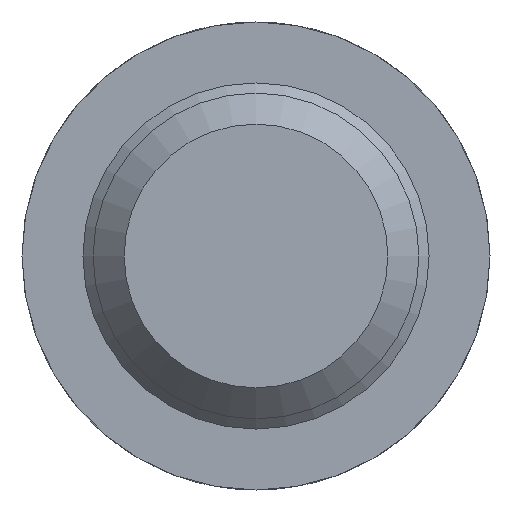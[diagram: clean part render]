
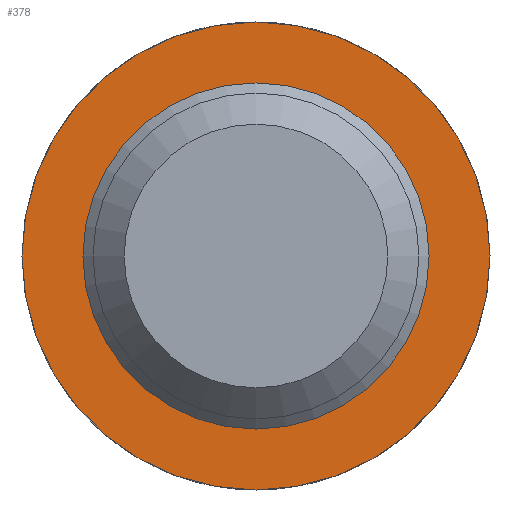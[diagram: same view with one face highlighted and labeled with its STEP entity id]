
A CAD part, left-side view. The second image highlights one B-rep face of the part: STEP entity #378.
In plain terms, the highlighted planar face has unit normal (-1, 0, 0).
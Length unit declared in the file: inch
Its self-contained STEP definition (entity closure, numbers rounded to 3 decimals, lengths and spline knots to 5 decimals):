
#66=PLANE('',#452);
#82=FACE_BOUND('',#154,.T.);
#110=FACE_OUTER_BOUND('',#153,.T.);
#153=EDGE_LOOP('',(#342));
#154=EDGE_LOOP('',(#343));
#174=CIRCLE('',#430,0.4525);
#179=CIRCLE('',#440,0.33465);
#207=VERTEX_POINT('',#657);
#212=VERTEX_POINT('',#672);
#250=EDGE_CURVE('',#207,#207,#174,.T.);
#255=EDGE_CURVE('',#212,#212,#179,.T.);
#342=ORIENTED_EDGE('',*,*,#250,.F.);
#343=ORIENTED_EDGE('',*,*,#255,.T.);
#378=ADVANCED_FACE('',(#110,#82),#66,.T.);
#430=AXIS2_PLACEMENT_3D('',#658,#528,#529);
#440=AXIS2_PLACEMENT_3D('',#673,#548,#549);
#452=AXIS2_PLACEMENT_3D('',#690,#572,#573);
#528=DIRECTION('center_axis',(1.,0.,0.));
#529=DIRECTION('ref_axis',(0.,1.,0.));
#548=DIRECTION('center_axis',(1.,0.,0.));
#549=DIRECTION('ref_axis',(0.,1.,0.));
#572=DIRECTION('center_axis',(-1.,0.,0.));
#573=DIRECTION('ref_axis',(0.,0.,1.));
#657=CARTESIAN_POINT('',(0.,0.4525,0.));
#658=CARTESIAN_POINT('Origin',(0.,0.,0.));
#672=CARTESIAN_POINT('',(0.,0.33465,0.));
#673=CARTESIAN_POINT('Origin',(0.,0.,0.));
#690=CARTESIAN_POINT('Origin',(0.,0.39358,0.));
